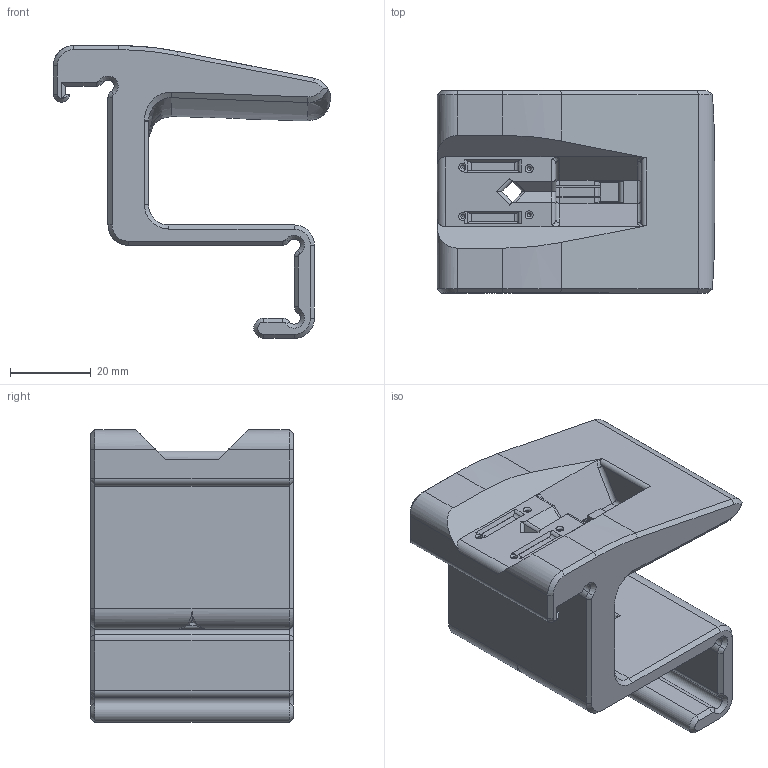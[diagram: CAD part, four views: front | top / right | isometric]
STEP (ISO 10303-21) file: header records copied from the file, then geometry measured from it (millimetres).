
FILE_DESCRIPTION(/* description */ (''),/* implementation_level */ '2;1');
FILE_NAME(/* name */ 'Holder - Sensor v5.step',/* time_stamp */ '2020-08-25T14:34:02-05:00',/* author */ (''),/* organization */ (''),/* preprocessor_version */ 'ST-DEVELOPER v18.1',/* originating_system */ 'Autodesk Translation Framework v9.3.0.1241',/* authorisation */ '');
FILE_SCHEMA (('AUTOMOTIVE_DESIGN { 1 0 10303 214 3 1 1 }'));
Length unit declared in the file: millimetre
Products named in the file (3): Holder - Sensor; LED; Phototransistor
Assembly tree (2 placements, depth 2):
  Holder - Sensor
    LED
    Phototransistor
Bounding box: 68.5 x 50 x 72.3 mm (x, y, z)
Volume: 66814.8 mm3; surface area: 22718.1 mm2
Topology: 3 solids, 3 shells, 270 faces, 694 edges, 431 vertices
Faces by surface type: plane 132, cylinder 72, cone 36, bspline 18, sphere 6, torus 6
Full cylindrical faces by diameter (mm): 1 x4
Entity records: 8816 total; most frequent: CARTESIAN_POINT 2131, ORIENTED_EDGE 1376, DIRECTION 1372, EDGE_CURVE 688, AXIS2_PLACEMENT_3D 475, VERTEX_POINT 431, LINE 422, VECTOR 422
